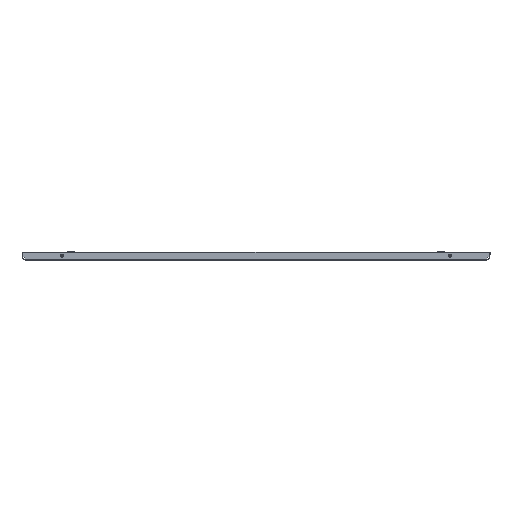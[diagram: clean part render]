
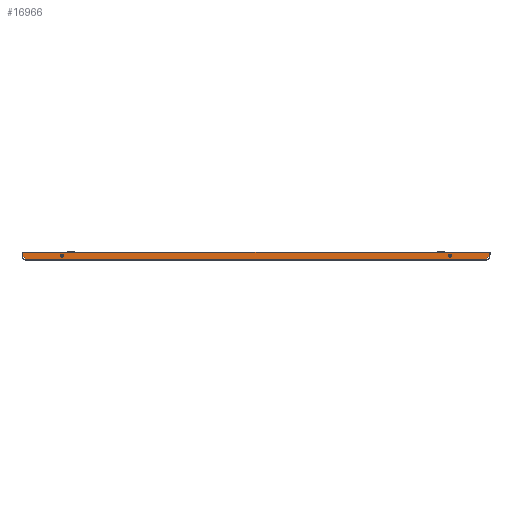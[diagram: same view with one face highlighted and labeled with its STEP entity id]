
A CAD part, front view. The second image highlights one B-rep face of the part: STEP entity #16966.
In plain terms, the highlighted planar face has unit normal (0, -1, 0).
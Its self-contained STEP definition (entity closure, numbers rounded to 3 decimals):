
#3721 = CARTESIAN_POINT ( 'NONE',  ( 495.5, -877.5, 15. ) ) ;
#3723 = CARTESIAN_POINT ( 'NONE',  ( 595.4, -877.5, 8.9 ) ) ;
#3752 = CARTESIAN_POINT ( 'NONE',  ( -595.4, -877.5, 20. ) ) ;
#3760 = CARTESIAN_POINT ( 'NONE',  ( -495.5, -877.5, 7. ) ) ;
#3776 = CARTESIAN_POINT ( 'NONE',  ( -595.4, -877.5, 8.9 ) ) ;
#3873 = CARTESIAN_POINT ( 'NONE',  ( -588.016, -877.5, 1.51 ) ) ;
#3878 = CARTESIAN_POINT ( 'NONE',  ( -495.5, -877.5, 15. ) ) ;
#3894 = CARTESIAN_POINT ( 'NONE',  ( 588.016, -877.5, 1.51 ) ) ;
#3945 = CARTESIAN_POINT ( 'NONE',  ( 495.5, -877.5, 7. ) ) ;
#3962 = CARTESIAN_POINT ( 'NONE',  ( 595.4, -877.5, 20. ) ) ;
#7728 = DIRECTION ( 'NONE',  ( -1., 0., 0. ) ) ;
#7772 = CARTESIAN_POINT ( 'NONE',  ( -595.5, -877.5, 20. ) ) ;
#7800 = DIRECTION ( 'NONE',  ( 0., 0., 1. ) ) ;
#7806 = DIRECTION ( 'NONE',  ( -1., 0., 0. ) ) ;
#7810 = CARTESIAN_POINT ( 'NONE',  ( 595.4, -877.5, 1.51 ) ) ;
#7812 = DIRECTION ( 'NONE',  ( 0.707, 0., -0.707 ) ) ;
#7814 = CARTESIAN_POINT ( 'NONE',  ( -601., -877.5, 14.504 ) ) ;
#7819 = DIRECTION ( 'NONE',  ( 0., 0., 1. ) ) ;
#7825 = CARTESIAN_POINT ( 'NONE',  ( -595.4, -877.5, 1.51 ) ) ;
#7829 = DIRECTION ( 'NONE',  ( -0.707, 0., -0.707 ) ) ;
#7833 = CARTESIAN_POINT ( 'NONE',  ( 5.953, -877.5, -580.996 ) ) ;
#7843 = DIRECTION ( 'NONE',  ( 0., 0., 1. ) ) ;
#7845 = DIRECTION ( 'NONE',  ( 0., 1., 0. ) ) ;
#7847 = CARTESIAN_POINT ( 'NONE',  ( 495.5, -877.5, 11. ) ) ;
#7849 = DIRECTION ( 'NONE',  ( 0., 0., 1. ) ) ;
#7851 = DIRECTION ( 'NONE',  ( 0., -1., 0. ) ) ;
#7853 = CARTESIAN_POINT ( 'NONE',  ( -595.5, -877.5, 1.51 ) ) ;
#7854 = CARTESIAN_POINT ( 'NONE',  ( -495.5, -877.5, 11. ) ) ;
#8132 = DIRECTION ( 'NONE',  ( 0., 0., 1. ) ) ;
#8138 = DIRECTION ( 'NONE',  ( 0., 1., 0. ) ) ;
#8249 = CARTESIAN_POINT ( 'NONE',  ( 495.5, -877.5, 11. ) ) ;
#9405 = DIRECTION ( 'NONE',  ( 0., 0., 1. ) ) ;
#9406 = DIRECTION ( 'NONE',  ( 0., 1., 0. ) ) ;
#9409 = PLANE ( 'NONE',  #25604 ) ;
#9416 = CARTESIAN_POINT ( 'NONE',  ( -595.5, -877.5, 20. ) ) ;
#10372 = ORIENTED_EDGE ( 'NONE', *, *, #28001, .F. ) ;
#10373 = ORIENTED_EDGE ( 'NONE', *, *, #28002, .T. ) ;
#10374 = ORIENTED_EDGE ( 'NONE', *, *, #28003, .F. ) ;
#10375 = ORIENTED_EDGE ( 'NONE', *, *, #28000, .F. ) ;
#10376 = ORIENTED_EDGE ( 'NONE', *, *, #28004, .T. ) ;
#10377 = ORIENTED_EDGE ( 'NONE', *, *, #28007, .T. ) ;
#10378 = ORIENTED_EDGE ( 'NONE', *, *, #27998, .T. ) ;
#10379 = ORIENTED_EDGE ( 'NONE', *, *, #27840, .T. ) ;
#10380 = ORIENTED_EDGE ( 'NONE', *, *, #29128, .F. ) ;
#10381 = ORIENTED_EDGE ( 'NONE', *, *, #27997, .F. ) ;
#16966 = ADVANCED_FACE ( 'NONE', ( #32833, #32826, #32824 ), #9409, .F. ) ;
#22737 = AXIS2_PLACEMENT_3D ( 'NONE', #27801, #27095, #27097 ) ;
#22936 = AXIS2_PLACEMENT_3D ( 'NONE', #7847, #7845, #7843 ) ;
#22940 = AXIS2_PLACEMENT_3D ( 'NONE', #7854, #7851, #7849 ) ;
#22982 = AXIS2_PLACEMENT_3D ( 'NONE', #8249, #8138, #8132 ) ;
#23769 = VERTEX_POINT ( 'NONE', #3962 ) ;
#23776 = VERTEX_POINT ( 'NONE', #3945 ) ;
#23799 = VERTEX_POINT ( 'NONE', #3894 ) ;
#23804 = VERTEX_POINT ( 'NONE', #3878 ) ;
#23806 = VERTEX_POINT ( 'NONE', #3873 ) ;
#23840 = VERTEX_POINT ( 'NONE', #3776 ) ;
#23846 = VERTEX_POINT ( 'NONE', #3760 ) ;
#23848 = VERTEX_POINT ( 'NONE', #3752 ) ;
#23857 = VERTEX_POINT ( 'NONE', #3723 ) ;
#23858 = VERTEX_POINT ( 'NONE', #3721 ) ;
#24072 = CIRCLE ( 'NONE', #22737, 4. ) ;
#24938 = LINE ( 'NONE', #7772, #24939 ) ;
#24939 = VECTOR ( 'NONE', #7728, 1000. ) ;
#24940 = VECTOR ( 'NONE', #7800, 1000. ) ;
#24941 = VECTOR ( 'NONE', #7806, 1000. ) ;
#24942 = VECTOR ( 'NONE', #7812, 1000. ) ;
#24943 = LINE ( 'NONE', #7814, #24942 ) ;
#24944 = VECTOR ( 'NONE', #7819, 1000. ) ;
#24945 = LINE ( 'NONE', #7825, #24944 ) ;
#24946 = VECTOR ( 'NONE', #7829, 1000. ) ;
#24947 = LINE ( 'NONE', #7833, #24946 ) ;
#24949 = CIRCLE ( 'NONE', #22936, 4. ) ;
#24950 = LINE ( 'NONE', #7853, #24941 ) ;
#24951 = CIRCLE ( 'NONE', #22940, 4. ) ;
#24957 = LINE ( 'NONE', #7810, #24940 ) ;
#25604 = AXIS2_PLACEMENT_3D ( 'NONE', #9416, #9406, #9405 ) ;
#27095 = DIRECTION ( 'NONE',  ( 0., -1., 0. ) ) ;
#27097 = DIRECTION ( 'NONE',  ( 0., 0., 1. ) ) ;
#27801 = CARTESIAN_POINT ( 'NONE',  ( -495.5, -877.5, 11. ) ) ;
#27840 = EDGE_CURVE ( 'NONE', #23776, #23858, #28331, .T. ) ;
#27997 = EDGE_CURVE ( 'NONE', #23846, #23804, #24951, .T. ) ;
#27998 = EDGE_CURVE ( 'NONE', #23858, #23776, #24949, .T. ) ;
#28000 = EDGE_CURVE ( 'NONE', #23857, #23799, #24947, .T. ) ;
#28001 = EDGE_CURVE ( 'NONE', #23840, #23848, #24945, .T. ) ;
#28002 = EDGE_CURVE ( 'NONE', #23840, #23806, #24943, .T. ) ;
#28003 = EDGE_CURVE ( 'NONE', #23799, #23806, #24950, .T. ) ;
#28004 = EDGE_CURVE ( 'NONE', #23857, #23769, #24957, .T. ) ;
#28007 = EDGE_CURVE ( 'NONE', #23769, #23848, #24938, .T. ) ;
#28331 = CIRCLE ( 'NONE', #22982, 4. ) ;
#29128 = EDGE_CURVE ( 'NONE', #23804, #23846, #24072, .T. ) ;
#30583 = EDGE_LOOP ( 'NONE', ( #10372, #10373, #10374, #10375, #10376, #10377 ) ) ;
#30588 = EDGE_LOOP ( 'NONE', ( #10378, #10379 ) ) ;
#30591 = EDGE_LOOP ( 'NONE', ( #10380, #10381 ) ) ;
#32824 = FACE_BOUND ( 'NONE', #30591, .T. ) ;
#32826 = FACE_BOUND ( 'NONE', #30588, .T. ) ;
#32833 = FACE_OUTER_BOUND ( 'NONE', #30583, .T. ) ;
